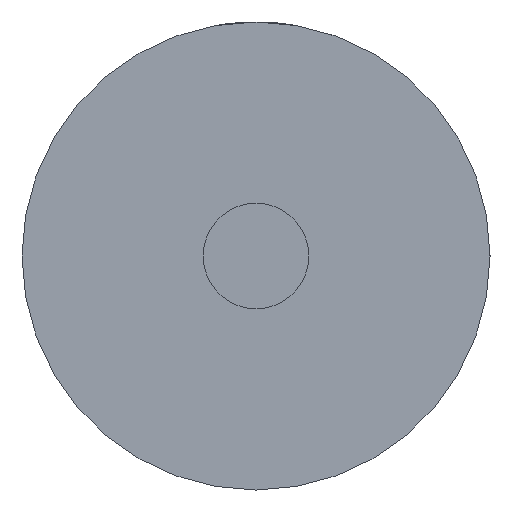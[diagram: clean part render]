
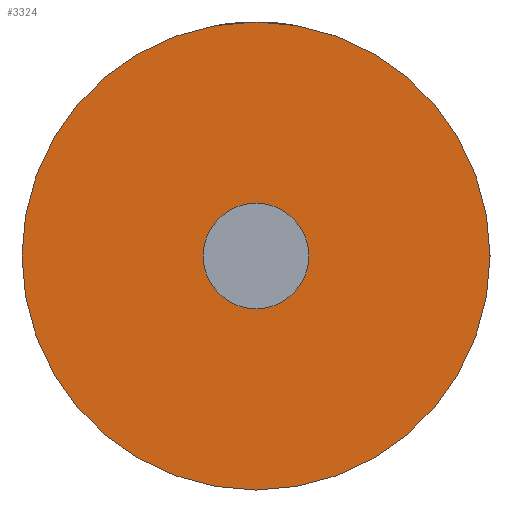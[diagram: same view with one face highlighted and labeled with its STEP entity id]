
A CAD part, left-side view. The second image highlights one B-rep face of the part: STEP entity #3324.
In plain terms, the highlighted planar face has unit normal (-1, 0, 0).
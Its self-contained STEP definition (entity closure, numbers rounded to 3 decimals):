
#97 = AXIS2_PLACEMENT_3D ( 'NONE', #674, #217, #3058 ) ;
#217 = DIRECTION ( 'NONE',  ( 1., 0., 0. ) ) ;
#230 = CARTESIAN_POINT ( 'NONE',  ( 0., 0., 0. ) ) ;
#239 = ORIENTED_EDGE ( 'NONE', *, *, #2525, .F. ) ;
#294 = DIRECTION ( 'NONE',  ( 1., 0., 0. ) ) ;
#674 = CARTESIAN_POINT ( 'NONE',  ( 0., 0., 0. ) ) ;
#975 = DIRECTION ( 'NONE',  ( -1., 0., 0. ) ) ;
#1001 = CARTESIAN_POINT ( 'NONE',  ( 0., 0., -4. ) ) ;
#1266 = PLANE ( 'NONE',  #5043 ) ;
#1346 = EDGE_CURVE ( 'NONE', #5600, #3107, #4209, .T. ) ;
#1353 = CARTESIAN_POINT ( 'NONE',  ( 0., 0., 0. ) ) ;
#1362 = EDGE_LOOP ( 'NONE', ( #3457, #3635 ) ) ;
#1659 = VERTEX_POINT ( 'NONE', #1962 ) ;
#1765 = DIRECTION ( 'NONE',  ( 0., 0., -1. ) ) ;
#1805 = DIRECTION ( 'NONE',  ( 0., 0., -1. ) ) ;
#1858 = FACE_OUTER_BOUND ( 'NONE', #3718, .T. ) ;
#1962 = CARTESIAN_POINT ( 'NONE',  ( 0., 0., 17.75 ) ) ;
#2252 = CARTESIAN_POINT ( 'NONE',  ( 0., 0., 0. ) ) ;
#2257 = AXIS2_PLACEMENT_3D ( 'NONE', #2252, #5172, #1805 ) ;
#2480 = CARTESIAN_POINT ( 'NONE',  ( 0., 0., -17.75 ) ) ;
#2525 = EDGE_CURVE ( 'NONE', #5124, #1659, #3194, .T. ) ;
#2547 = AXIS2_PLACEMENT_3D ( 'NONE', #1353, #975, #2801 ) ;
#2801 = DIRECTION ( 'NONE',  ( 0., 0., -1. ) ) ;
#2849 = FACE_BOUND ( 'NONE', #1362, .T. ) ;
#3058 = DIRECTION ( 'NONE',  ( 0., 0., -1. ) ) ;
#3107 = VERTEX_POINT ( 'NONE', #4811 ) ;
#3194 = CIRCLE ( 'NONE', #2257, 17.75 ) ;
#3324 = ADVANCED_FACE ( 'NONE', ( #1858, #2849 ), #1266, .F. ) ;
#3457 = ORIENTED_EDGE ( 'NONE', *, *, #1346, .F. ) ;
#3612 = DIRECTION ( 'NONE',  ( 0., 0., -1. ) ) ;
#3635 = ORIENTED_EDGE ( 'NONE', *, *, #5365, .F. ) ;
#3718 = EDGE_LOOP ( 'NONE', ( #5266, #239 ) ) ;
#3860 = AXIS2_PLACEMENT_3D ( 'NONE', #4690, #5175, #1765 ) ;
#4209 = CIRCLE ( 'NONE', #2547, 4. ) ;
#4690 = CARTESIAN_POINT ( 'NONE',  ( 0., 0., 0. ) ) ;
#4811 = CARTESIAN_POINT ( 'NONE',  ( 0., 0., 4. ) ) ;
#5043 = AXIS2_PLACEMENT_3D ( 'NONE', #230, #294, #3612 ) ;
#5124 = VERTEX_POINT ( 'NONE', #2480 ) ;
#5172 = DIRECTION ( 'NONE',  ( 1., 0., 0. ) ) ;
#5175 = DIRECTION ( 'NONE',  ( -1., 0., 0. ) ) ;
#5227 = EDGE_CURVE ( 'NONE', #1659, #5124, #5364, .T. ) ;
#5266 = ORIENTED_EDGE ( 'NONE', *, *, #5227, .F. ) ;
#5364 = CIRCLE ( 'NONE', #97, 17.75 ) ;
#5365 = EDGE_CURVE ( 'NONE', #3107, #5600, #6120, .T. ) ;
#5600 = VERTEX_POINT ( 'NONE', #1001 ) ;
#6120 = CIRCLE ( 'NONE', #3860, 4. ) ;
